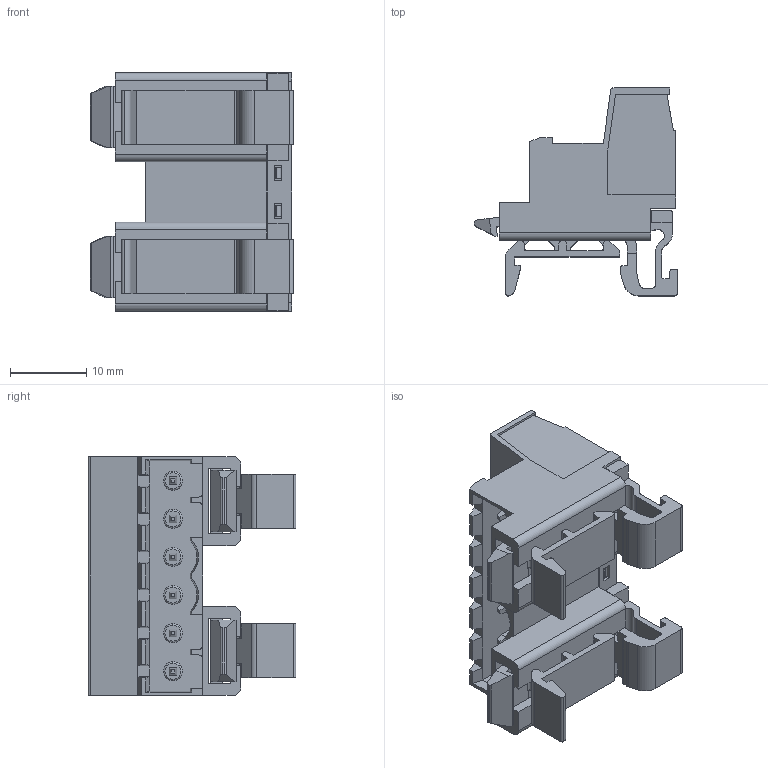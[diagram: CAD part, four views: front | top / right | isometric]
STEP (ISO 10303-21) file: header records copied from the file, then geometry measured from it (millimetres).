
FILE_DESCRIPTION((''),'2;1');
FILE_NAME('WJ2EDGRK-500-06P-00A','2017-03-16T',('QZY'),(''),'CREO PARAMETRIC BY PTC INC, 2014440','CREO PARAMETRIC BY PTC INC, 2014440','');
FILE_SCHEMA(('CONFIG_CONTROL_DESIGN'));
Products named in the file (1): WJ2EDGRK-500-06P-00A
Bounding box: 26.7 x 27.3 x 31.4 mm (x, y, z)
Volume: 6098.2 mm3; surface area: 12963.3 mm2
Topology: 1 solids, 1 shells, 1921 faces, 5316 edges, 3451 vertices
Faces by surface type: plane 1299, cylinder 344, bspline 192, cone 50, torus 36
Entity records: 99783 total; most frequent: CARTESIAN_POINT 37971, ORIENTED_EDGE 10632, DIRECTION 8987, EDGE_CURVE 5316, VECTOR 4051, LINE 4051, VERTEX_POINT 3451, AXIS2_PLACEMENT_3D 2468
